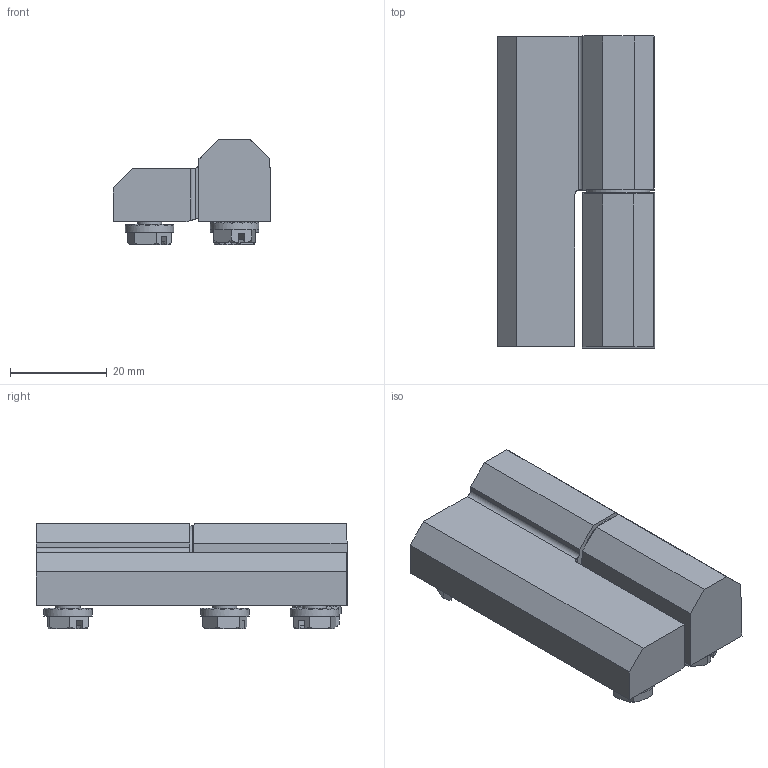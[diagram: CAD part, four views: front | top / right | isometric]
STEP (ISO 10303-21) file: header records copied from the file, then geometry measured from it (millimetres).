
FILE_DESCRIPTION(('STEP AP214'),'1');
FILE_NAME('699.1.2.1.001.step','2014-03-05T13:51:53',(' '),(' '),'Spatial InterOp 3D',' ',' ');
FILE_SCHEMA(('automotive_design'));
Length unit declared in the file: millimetre
Products named in the file (7): _488; _34; _99; _36
Bounding box: 32.5 x 64.33 x 21.7 mm (x, y, z)
Volume: 18395.6 mm3; surface area: 14514.1 mm2
Topology: 7 solids, 7 shells, 485 faces, 1283 edges, 767 vertices
Faces by surface type: plane 200, bspline 180, cylinder 58, cone 33, extrusion 7, sphere 5, torus 2
Full cylindrical faces by diameter (mm): 4.2 x4, 5 x4, 6.2 x1, 9 x1, 9.5 x1, 10 x4, 13 x1
Entity records: 22290 total; most frequent: CARTESIAN_POINT 8319, ORIENTED_EDGE 2360, DIRECTION 1463, EDGE_CURVE 1180, VERTEX_POINT 754, VECTOR 543, LINE 536, EDGE_LOOP 532
